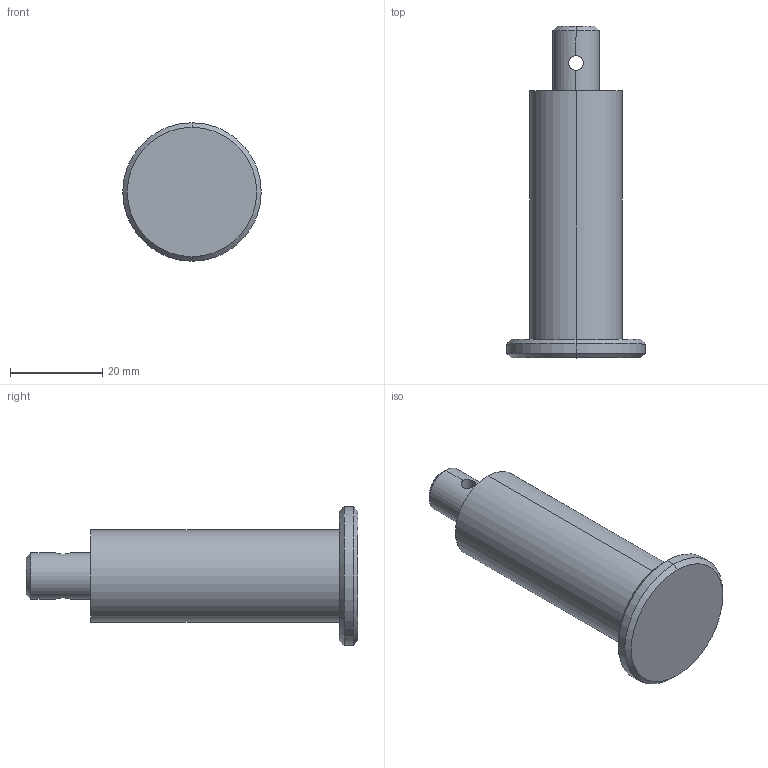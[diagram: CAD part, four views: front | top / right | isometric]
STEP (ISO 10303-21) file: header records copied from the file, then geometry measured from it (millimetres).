
FILE_DESCRIPTION (( 'STEP AP214' ), '1' );
FILE_NAME ('Part2.STEP', '2024-10-12T22:25:53', ( '' ), ( '' ), 'SwSTEP 2.0', 'SolidWorks 2024', '' );
FILE_SCHEMA (( 'AUTOMOTIVE_DESIGN' ));
Length unit declared in the file: millimetre
Products named in the file (1): Part2
Bounding box: 30 x 71.88 x 30 mm (x, y, z)
Volume: 20369.2 mm3; surface area: 5734.1 mm2
Topology: 1 solids, 1 shells, 21 faces, 48 edges, 30 vertices
Faces by surface type: cylinder 10, cone 6, plane 5
Entity records: 719 total; most frequent: CARTESIAN_POINT 212, DIRECTION 106, ORIENTED_EDGE 96, EDGE_CURVE 48, AXIS2_PLACEMENT_3D 44, VERTEX_POINT 30, EDGE_LOOP 24, CIRCLE 22
